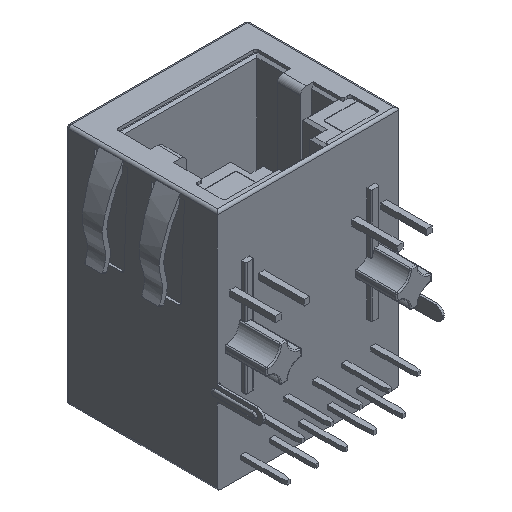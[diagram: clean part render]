
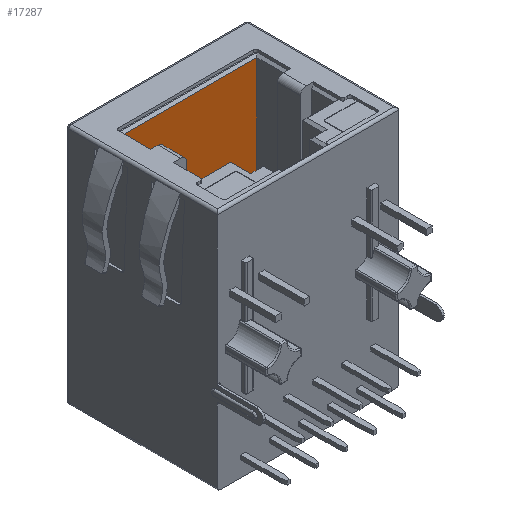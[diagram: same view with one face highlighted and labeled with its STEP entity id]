
A CAD part, isometric view. The second image highlights one B-rep face of the part: STEP entity #17287.
In plain terms, the highlighted planar face has unit normal (0, -1, 0).
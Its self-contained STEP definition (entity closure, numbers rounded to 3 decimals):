
#97 = EDGE_CURVE ( 'NONE', #17949, #21746, #7363, .T. ) ;
#328 = FACE_OUTER_BOUND ( 'NONE', #9445, .T. ) ;
#1606 = CARTESIAN_POINT ( 'NONE',  ( 3.665, 14.45, -0.45 ) ) ;
#2022 = CARTESIAN_POINT ( 'NONE',  ( 15.565, 14.45, -9.8 ) ) ;
#2408 = CARTESIAN_POINT ( 'NONE',  ( 3.665, 14.45, -0.45 ) ) ;
#2985 = DIRECTION ( 'NONE',  ( -1., 0., 0. ) ) ;
#4654 = LINE ( 'NONE', #15638, #10677 ) ;
#5610 = DIRECTION ( 'NONE',  ( 1., 0., 0. ) ) ;
#5811 = LINE ( 'NONE', #13403, #21208 ) ;
#7120 = DIRECTION ( 'NONE',  ( -1., 0., 0. ) ) ;
#7363 = LINE ( 'NONE', #1606, #15539 ) ;
#7951 = ORIENTED_EDGE ( 'NONE', *, *, #19866, .T. ) ;
#8259 = AXIS2_PLACEMENT_3D ( 'NONE', #22101, #14658, #5610 ) ;
#8386 = EDGE_CURVE ( 'NONE', #13094, #20563, #5811, .T. ) ;
#9445 = EDGE_LOOP ( 'NONE', ( #19097, #16720, #14635, #7951 ) ) ;
#10677 = VECTOR ( 'NONE', #2985, 1000. ) ;
#13094 = VERTEX_POINT ( 'NONE', #19541 ) ;
#13403 = CARTESIAN_POINT ( 'NONE',  ( 15.565, 14.45, -0.45 ) ) ;
#14147 = LINE ( 'NONE', #21452, #15309 ) ;
#14635 = ORIENTED_EDGE ( 'NONE', *, *, #8386, .F. ) ;
#14658 = DIRECTION ( 'NONE',  ( 0., 1., 0. ) ) ;
#15309 = VECTOR ( 'NONE', #7120, 1000. ) ;
#15539 = VECTOR ( 'NONE', #15927, 1000. ) ;
#15638 = CARTESIAN_POINT ( 'NONE',  ( 15.565, 14.45, -9.8 ) ) ;
#15927 = DIRECTION ( 'NONE',  ( 0., 0., -1. ) ) ;
#16529 = CARTESIAN_POINT ( 'NONE',  ( 3.665, 14.45, -9.8 ) ) ;
#16720 = ORIENTED_EDGE ( 'NONE', *, *, #17974, .F. ) ;
#17287 = ADVANCED_FACE ( 'NONE', ( #328 ), #18838, .F. ) ;
#17949 = VERTEX_POINT ( 'NONE', #2408 ) ;
#17974 = EDGE_CURVE ( 'NONE', #20563, #21746, #4654, .T. ) ;
#18838 = PLANE ( 'NONE',  #8259 ) ;
#19033 = DIRECTION ( 'NONE',  ( 0., 0., -1. ) ) ;
#19097 = ORIENTED_EDGE ( 'NONE', *, *, #97, .T. ) ;
#19541 = CARTESIAN_POINT ( 'NONE',  ( 15.565, 14.45, -0.45 ) ) ;
#19866 = EDGE_CURVE ( 'NONE', #13094, #17949, #14147, .T. ) ;
#20563 = VERTEX_POINT ( 'NONE', #2022 ) ;
#21208 = VECTOR ( 'NONE', #19033, 1000. ) ;
#21452 = CARTESIAN_POINT ( 'NONE',  ( 15.565, 14.45, -0.45 ) ) ;
#21746 = VERTEX_POINT ( 'NONE', #16529 ) ;
#22101 = CARTESIAN_POINT ( 'NONE',  ( 15.565, 14.45, 0. ) ) ;
